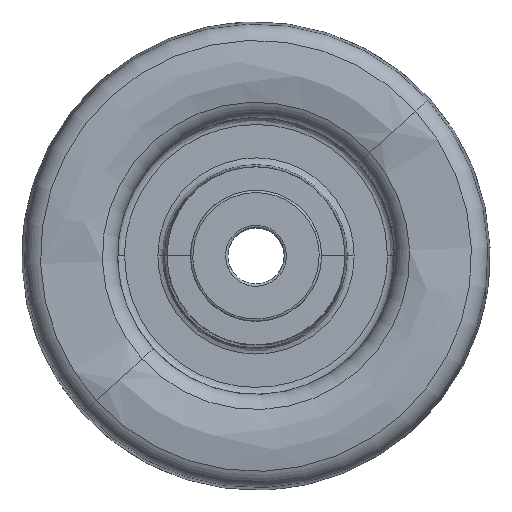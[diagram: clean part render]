
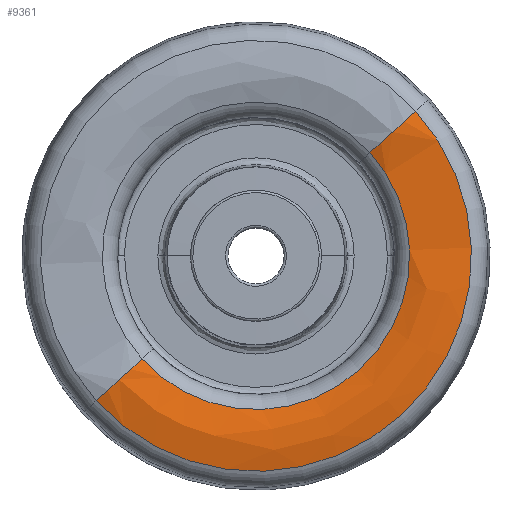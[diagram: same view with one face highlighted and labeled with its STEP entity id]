
A CAD part, top view. The second image highlights one B-rep face of the part: STEP entity #9361.
In plain terms, the highlighted free-form (B-spline) face has degree [3, 3] with [4, 4] control points.
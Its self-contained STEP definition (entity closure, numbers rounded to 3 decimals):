
#202 = CARTESIAN_POINT ( 'NONE',  ( -24.31, -22.034, 15.163 ) ) ;
#480 = CARTESIAN_POINT ( 'NONE',  ( 19.757, -70.654, 15.163 ) ) ;
#681 = EDGE_CURVE ( 'NONE', #14071, #6808, #16692, .T. ) ;
#1190 = AXIS2_PLACEMENT_3D ( 'NONE', #11982, #1628, #17486 ) ;
#1394 = ORIENTED_EDGE ( 'NONE', *, *, #15586, .T. ) ;
#1628 = DIRECTION ( 'NONE',  ( -0.672, 0.741, 0. ) ) ;
#1797 = CARTESIAN_POINT ( 'NONE',  ( 95.902, -37.289, 15.574 ) ) ;
#2289 = DIRECTION ( 'NONE',  ( 0.741, 0.672, 0. ) ) ;
#2519 = CIRCLE ( 'NONE', #15443, 32.81 ) ;
#3132 = ORIENTED_EDGE ( 'NONE', *, *, #681, .T. ) ;
#3395 = CARTESIAN_POINT ( 'NONE',  ( 24.31, 22.034, 15.163 ) ) ;
#4204 = ORIENTED_EDGE ( 'NONE', *, *, #9338, .F. ) ;
#4639 = CARTESIAN_POINT ( 'NONE',  ( 24.31, 22.034, 15.163 ) ) ;
#5548 = CARTESIAN_POINT ( 'NONE',  ( 0., 0., 15.574 ) ) ;
#5940 = EDGE_LOOP ( 'NONE', ( #3132, #8052, #1394, #4204 ) ) ;
#6025 = DIRECTION ( 'NONE',  ( -0.741, -0.672, 0. ) ) ;
#6332 = CARTESIAN_POINT ( 'NONE',  ( 27.71, -99.095, 15.574 ) ) ;
#6808 = VERTEX_POINT ( 'NONE', #14504 ) ;
#6992 = CARTESIAN_POINT ( 'NONE',  ( 29.638, 26.862, -3.5 ) ) ;
#7373 = CARTESIAN_POINT ( 'NONE',  ( -27.474, -24.901, 16.808 ) ) ;
#8043 = VERTEX_POINT ( 'NONE', #10895 ) ;
#8052 = ORIENTED_EDGE ( 'NONE', *, *, #12722, .T. ) ;
#8770 = AXIS2_PLACEMENT_3D ( 'NONE', #6992, #15209, #2289 ) ;
#9337 = VERTEX_POINT ( 'NONE', #3395 ) ;
#9338 = EDGE_CURVE ( 'NONE', #14071, #8043, #18665, .T. ) ;
#9361 = ADVANCED_FACE ( 'NONE', ( #14723 ), #10827, .T. ) ;
#10207 = CARTESIAN_POINT ( 'NONE',  ( 27.474, 24.901, 16.808 ) ) ;
#10561 = CARTESIAN_POINT ( 'NONE',  ( 30.863, 27.972, 16.95 ) ) ;
#10827 =( BOUNDED_SURFACE ( )  B_SPLINE_SURFACE ( 3, 3, ( 
 ( #13207, #1797, #6332, #13386 ),
 ( #10561, #16342, #17391, #14915 ),
 ( #10207, #17567, #13114, #7373 ),
 ( #4639, #15965, #480, #202 ) ),
 .UNSPECIFIED., .F., .F., .F. ) 
 B_SPLINE_SURFACE_WITH_KNOTS ( ( 4, 4 ),
 ( 4, 4 ),
 ( 0., 1. ),
 ( 0., 1. ),
 .UNSPECIFIED. ) 
 GEOMETRIC_REPRESENTATION_ITEM ( )  RATIONAL_B_SPLINE_SURFACE ( (
 ( 1., 0.333, 0.333, 1.),
 ( 0.963, 0.321, 0.321, 0.963),
 ( 0.963, 0.321, 0.321, 0.963),
 ( 1., 0.333, 0.333, 1.) ) ) 
 REPRESENTATION_ITEM ( '' )  SURFACE ( )  );
#10895 = CARTESIAN_POINT ( 'NONE',  ( -24.31, -22.034, 15.163 ) ) ;
#11111 = DIRECTION ( 'NONE',  ( -0.741, -0.672, 0. ) ) ;
#11982 = CARTESIAN_POINT ( 'NONE',  ( -29.638, -26.862, -3.5 ) ) ;
#12035 = CARTESIAN_POINT ( 'NONE',  ( -34.096, -30.903, 15.574 ) ) ;
#12134 = AXIS2_PLACEMENT_3D ( 'NONE', #5548, #17057, #11111 ) ;
#12722 = EDGE_CURVE ( 'NONE', #6808, #9337, #16307, .T. ) ;
#13114 = CARTESIAN_POINT ( 'NONE',  ( 22.328, -79.849, 16.808 ) ) ;
#13207 = CARTESIAN_POINT ( 'NONE',  ( 34.096, 30.903, 15.574 ) ) ;
#13386 = CARTESIAN_POINT ( 'NONE',  ( -34.096, -30.903, 15.574 ) ) ;
#14071 = VERTEX_POINT ( 'NONE', #12035 ) ;
#14504 = CARTESIAN_POINT ( 'NONE',  ( 34.096, 30.903, 15.574 ) ) ;
#14723 = FACE_OUTER_BOUND ( 'NONE', #5940, .T. ) ;
#14915 = CARTESIAN_POINT ( 'NONE',  ( -30.863, -27.972, 16.95 ) ) ;
#15209 = DIRECTION ( 'NONE',  ( 0.672, -0.741, 0. ) ) ;
#15443 = AXIS2_PLACEMENT_3D ( 'NONE', #16021, #16399, #6025 ) ;
#15586 = EDGE_CURVE ( 'NONE', #9337, #8043, #2519, .T. ) ;
#15965 = CARTESIAN_POINT ( 'NONE',  ( 68.378, -26.587, 15.163 ) ) ;
#16021 = CARTESIAN_POINT ( 'NONE',  ( 0., 0., 15.163 ) ) ;
#16307 = CIRCLE ( 'NONE', #8770, 20. ) ;
#16342 = CARTESIAN_POINT ( 'NONE',  ( 86.808, -33.753, 16.95 ) ) ;
#16399 = DIRECTION ( 'NONE',  ( 0., 0., -1. ) ) ;
#16692 = CIRCLE ( 'NONE', #12134, 46.017 ) ;
#17057 = DIRECTION ( 'NONE',  ( 0., 0., 1. ) ) ;
#17391 = CARTESIAN_POINT ( 'NONE',  ( 25.082, -89.698, 16.95 ) ) ;
#17486 = DIRECTION ( 'NONE',  ( -0.741, -0.672, 0. ) ) ;
#17567 = CARTESIAN_POINT ( 'NONE',  ( 77.276, -30.047, 16.808 ) ) ;
#18665 = CIRCLE ( 'NONE', #1190, 20. ) ;
